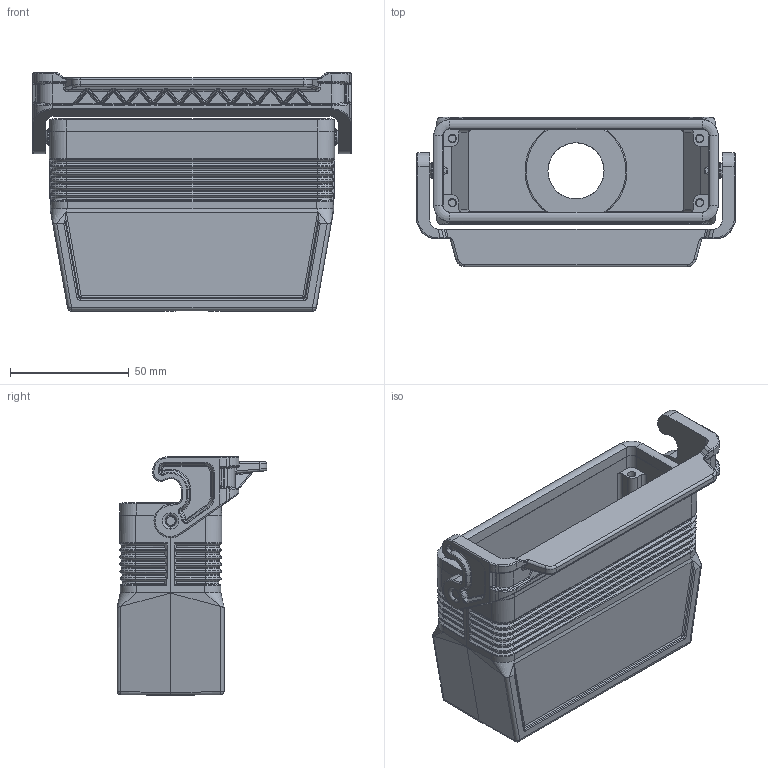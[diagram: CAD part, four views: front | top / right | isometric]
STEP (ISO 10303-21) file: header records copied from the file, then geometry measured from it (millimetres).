
FILE_DESCRIPTION(('Creo Elements/Direct Modeling STEP Export'),'2;1');
FILE_NAME('0ln7uvk5tno7p4o968','2023-11-15T16:31:09',(''),(''),'Creo Elements/Direct Modeling STEP processor for AP214 (Solid Model)','Creo Elements/Direct Modeling 20.1B 02-Apr-2019 (C) Parametric Technology GmbH','');
FILE_SCHEMA(('AUTOMOTIVE_DESIGN { 1 0 10303 214 1 1 1 1 }'));
Products named in the file (2): JMPFV 24LG25
Assembly tree (1 placements, depth 2):
  JMPFV 24LG25
    JMPFV 24LG25
Bounding box: 134 x 63 x 100.25 mm (x, y, z)
Volume: 132910.2 mm3; surface area: 70251.8 mm2
Topology: 1 solids, 1 shells, 1242 faces, 2993 edges, 1723 vertices
Faces by surface type: cylinder 465, plane 358, bspline 194, torus 109, cone 78, sphere 38
Entity records: 98719 total; most frequent: CARTESIAN_POINT 62668, ORIENTED_EDGE 5898, DIRECTION 4870, EDGE_CURVE 2949, AXIS2_PLACEMENT_3D 1769, VERTEX_POINT 1723, VECTOR 1332, LINE 1332
